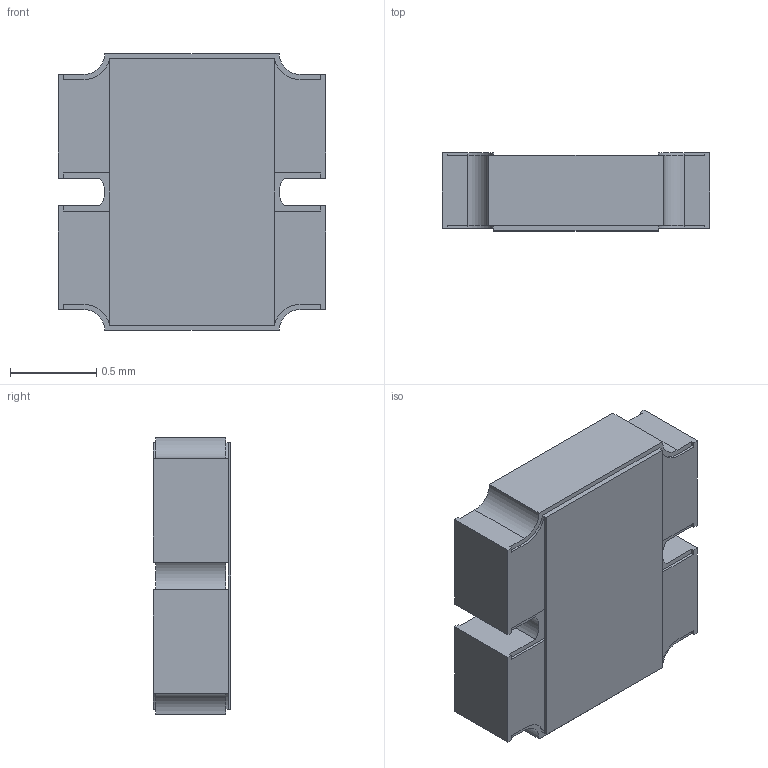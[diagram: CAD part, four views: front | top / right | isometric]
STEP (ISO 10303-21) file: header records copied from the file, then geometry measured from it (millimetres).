
FILE_DESCRIPTION((''),'2;1');
FILE_NAME('CAY_16-J2','2012-08-16T',('ryans'),('Bourns, Inc.'),'PRO/ENGINEER BY PARAMETRIC TECHNOLOGY CORPORATION, 2010100','PRO/ENGINEER BY PARAMETRIC TECHNOLOGY CORPORATION, 2010100','');
FILE_SCHEMA(('CONFIG_CONTROL_DESIGN'));
Length unit declared in the file: millimetre
Products named in the file (1): CAY_16-J2
Bounding box: 1.55 x 0.45 x 1.6 mm (x, y, z)
Volume: 1 mm3; surface area: 8.2 mm2
Topology: 1 solids, 1 shells, 84 faces, 248 edges, 164 vertices
Faces by surface type: plane 70, cylinder 14
Entity records: 2810 total; most frequent: CARTESIAN_POINT 496, ORIENTED_EDGE 496, DIRECTION 444, EDGE_CURVE 248, VECTOR 220, LINE 220, VERTEX_POINT 164, AXIS2_PLACEMENT_3D 112
